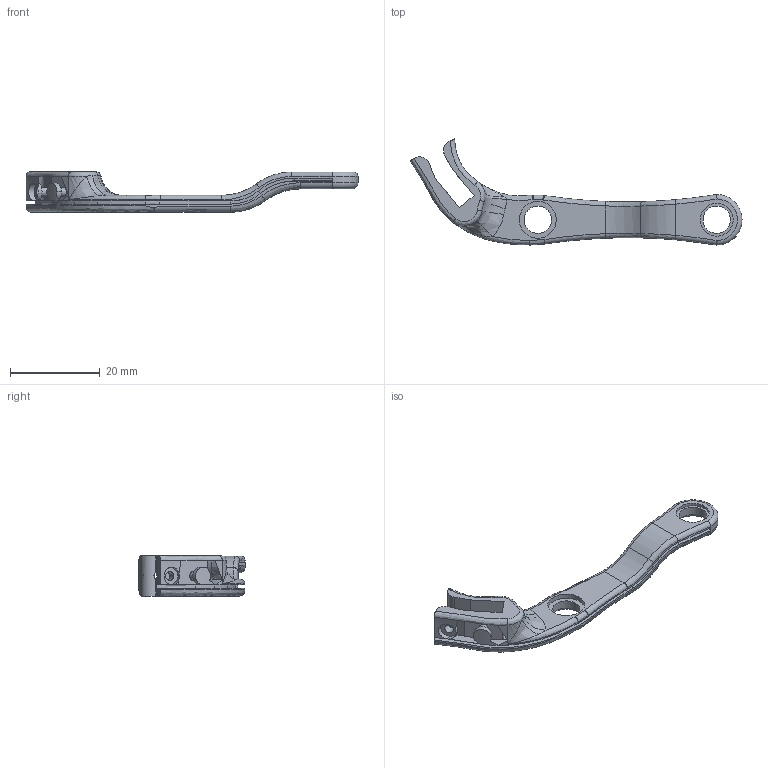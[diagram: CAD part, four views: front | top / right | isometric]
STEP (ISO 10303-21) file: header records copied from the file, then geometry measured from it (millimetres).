
FILE_DESCRIPTION(/* description */ (''),/* implementation_level */ '2;1');
FILE_NAME(/* name */ '',/* time_stamp */ '2024-06-09T01:57:21-04:00',/* author */ (''),/* organization */ (''),/* preprocessor_version */ 'ST-DEVELOPER v20',/* originating_system */ 'Autodesk Translation Framework v13.14.0.145',/* authorisation */ '');
FILE_SCHEMA (('AUTOMOTIVE_DESIGN { 1 0 10303 214 3 1 1 }'));
Length unit declared in the file: millimetre
Products named in the file (1): linkage_bottom_left_leg_design_2line_slot
Bounding box: 73.89 x 23.61 x 9 mm (x, y, z)
Volume: 2813.1 mm3; surface area: 2834.7 mm2
Topology: 1 solids, 1 shells, 128 faces, 338 edges, 209 vertices
Faces by surface type: bspline 54, plane 36, cylinder 25, torus 13
Full cylindrical faces by diameter (mm): 2 x4, 6.1 x2, 7.3 x2, 8.2 x2
Entity records: 6443 total; most frequent: CARTESIAN_POINT 3671, ORIENTED_EDGE 664, DIRECTION 415, EDGE_CURVE 332, VERTEX_POINT 207, AXIS2_PLACEMENT_3D 165, B_SPLINE_CURVE_WITH_KNOTS 157, EDGE_LOOP 143
